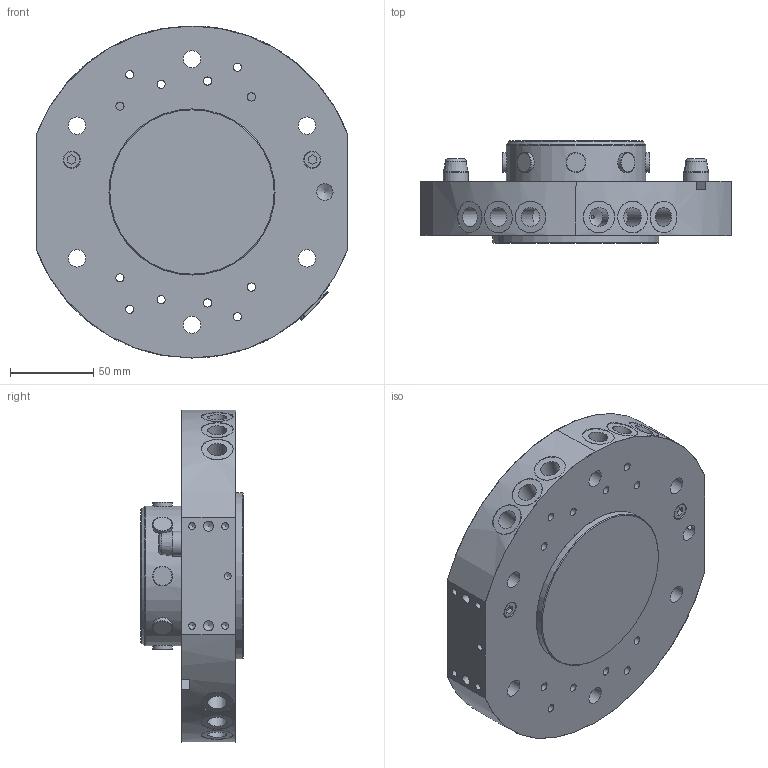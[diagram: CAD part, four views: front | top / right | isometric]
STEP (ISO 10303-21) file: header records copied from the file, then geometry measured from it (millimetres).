
FILE_DESCRIPTION(/* description */ ('Alibre Inc.'),/* implementation_level */ '2;1');
FILE_NAME(/* name */ 'export-F5C1EC71-6C93-481C-B724-51B36FDA0776',/* time_stamp */ '2021-07-19T18:54:11+02:00',/* author */ (''),/* organization */ (''),/* preprocessor_version */ 'ST-DEVELOPER v17',/* originating_system */ 'Alibre',/* authorisation */ '');
FILE_SCHEMA (('AUTOMOTIVE_DESIGN'));
Length unit declared in the file: millimetre
Products named in the file (3): _WWR-B_Festteil_WWR160-B 1; _WWR-B_Deckel_WWR160-B; WWR160F-B
Bounding box: 186.97 x 61.5 x 200 mm (x, y, z)
Volume: 1089168.2 mm3; surface area: 123363.6 mm2
Topology: 2 solids, 2 shells, 311 faces, 722 edges, 465 vertices
Faces by surface type: cylinder 129, plane 114, cone 50, torus 18
Full cylindrical faces by diameter (mm): 2 x12, 2.013 x2, 2.459 x4, 4.134 x10, 4.917 x16, 5.54 x4, 6 x4, 6.3 x4, 10 x3, 10.4 x2, 10.5 x6, 11.445 x12, 12 x8, 15 x2, 16.5 x6, 19 x12, 45 x1, 84 x1, 100 x1
Entity records: 11640 total; most frequent: CARTESIAN_POINT 4128, DIRECTION 1423, ORIENTED_EDGE 1396, EDGE_CURVE 698, AXIS2_PLACEMENT_3D 608, VERTEX_POINT 465, EDGE_LOOP 443, FACE_BOUND 443
